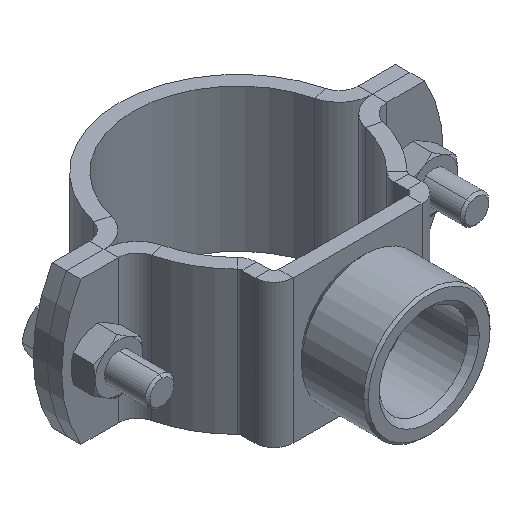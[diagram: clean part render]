
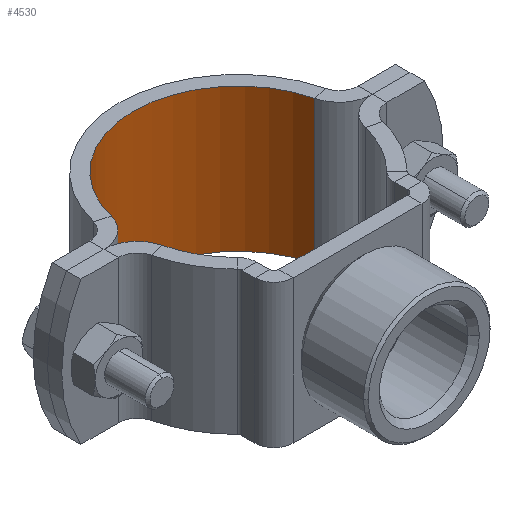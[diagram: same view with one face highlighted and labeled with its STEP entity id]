
A CAD part, isometric view. The second image highlights one B-rep face of the part: STEP entity #4530.
In plain terms, the highlighted cylindrical face has radius 22 mm (diameter 44 mm), a partial arc.
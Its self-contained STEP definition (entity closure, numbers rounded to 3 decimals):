
#182 = LINE ( 'NONE', #1720, #4829 ) ;
#224 = CYLINDRICAL_SURFACE ( 'NONE', #3381, 22. ) ;
#233 = VERTEX_POINT ( 'NONE', #837 ) ;
#312 = ORIENTED_EDGE ( 'NONE', *, *, #4054, .F. ) ;
#468 = CARTESIAN_POINT ( 'NONE',  ( -21.349, -5.31, 15. ) ) ;
#704 = CARTESIAN_POINT ( 'NONE',  ( 0., 0., 15. ) ) ;
#837 = CARTESIAN_POINT ( 'NONE',  ( 21.349, -5.31, 15. ) ) ;
#935 = DIRECTION ( 'NONE',  ( 1., 0., 0. ) ) ;
#948 = ORIENTED_EDGE ( 'NONE', *, *, #2974, .T. ) ;
#1438 = CARTESIAN_POINT ( 'NONE',  ( 21.349, -5.31, 15. ) ) ;
#1497 = VECTOR ( 'NONE', #2952, 1000. ) ;
#1717 = VERTEX_POINT ( 'NONE', #1860 ) ;
#1720 = CARTESIAN_POINT ( 'NONE',  ( -21.349, -5.31, 15. ) ) ;
#1762 = CARTESIAN_POINT ( 'NONE',  ( 0., 0., 15. ) ) ;
#1766 = EDGE_LOOP ( 'NONE', ( #3911, #312, #948, #4620 ) ) ;
#1860 = CARTESIAN_POINT ( 'NONE',  ( -21.349, -5.31, -15. ) ) ;
#2015 = VERTEX_POINT ( 'NONE', #3555 ) ;
#2230 = DIRECTION ( 'NONE',  ( 0., 0., 1. ) ) ;
#2505 = VERTEX_POINT ( 'NONE', #468 ) ;
#2819 = CARTESIAN_POINT ( 'NONE',  ( 0., 0., -15. ) ) ;
#2916 = AXIS2_PLACEMENT_3D ( 'NONE', #2819, #4326, #935 ) ;
#2952 = DIRECTION ( 'NONE',  ( 0., 0., -1. ) ) ;
#2974 = EDGE_CURVE ( 'NONE', #2505, #233, #3325, .T. ) ;
#3239 = DIRECTION ( 'NONE',  ( 0., 0., -1. ) ) ;
#3268 = DIRECTION ( 'NONE',  ( 0., 0., -1. ) ) ;
#3325 = CIRCLE ( 'NONE', #4030, 22. ) ;
#3381 = AXIS2_PLACEMENT_3D ( 'NONE', #1762, #3268, #4790 ) ;
#3528 = CIRCLE ( 'NONE', #2916, 22. ) ;
#3555 = CARTESIAN_POINT ( 'NONE',  ( 21.349, -5.31, -15. ) ) ;
#3636 = FACE_OUTER_BOUND ( 'NONE', #1766, .T. ) ;
#3737 = DIRECTION ( 'NONE',  ( 1., 0., 0. ) ) ;
#3911 = ORIENTED_EDGE ( 'NONE', *, *, #4416, .F. ) ;
#4030 = AXIS2_PLACEMENT_3D ( 'NONE', #704, #2230, #3737 ) ;
#4054 = EDGE_CURVE ( 'NONE', #2505, #1717, #182, .T. ) ;
#4326 = DIRECTION ( 'NONE',  ( 0., 0., 1. ) ) ;
#4416 = EDGE_CURVE ( 'NONE', #1717, #2015, #3528, .T. ) ;
#4530 = ADVANCED_FACE ( 'NONE', ( #3636 ), #224, .F. ) ;
#4587 = EDGE_CURVE ( 'NONE', #233, #2015, #4845, .T. ) ;
#4620 = ORIENTED_EDGE ( 'NONE', *, *, #4587, .T. ) ;
#4790 = DIRECTION ( 'NONE',  ( -1., 0., 0. ) ) ;
#4829 = VECTOR ( 'NONE', #3239, 1000. ) ;
#4845 = LINE ( 'NONE', #1438, #1497 ) ;
